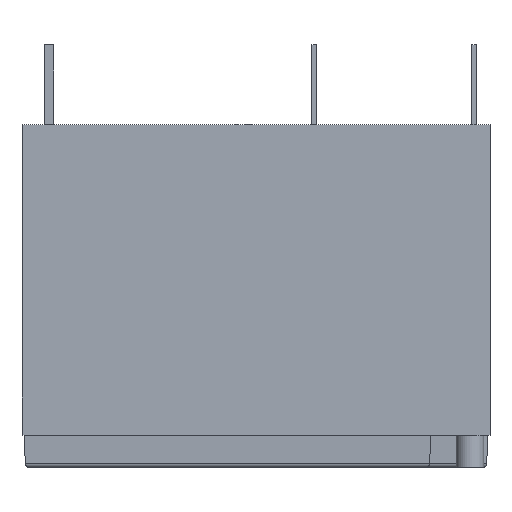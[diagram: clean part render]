
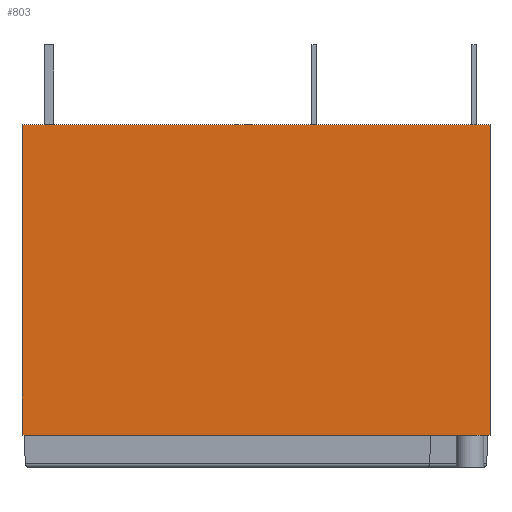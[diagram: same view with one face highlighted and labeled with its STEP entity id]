
A CAD part, top view. The second image highlights one B-rep face of the part: STEP entity #803.
In plain terms, the highlighted planar face has unit normal (0, 0, 1).
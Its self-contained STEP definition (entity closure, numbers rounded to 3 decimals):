
#189=DIRECTION('',(0.,-1.,0.));
#190=VECTOR('',#189,13.6);
#191=CARTESIAN_POINT('',(0.,0.,7.));
#192=LINE('',#191,#190);
#193=DIRECTION('',(-1.,0.,0.));
#194=VECTOR('',#193,20.5);
#195=CARTESIAN_POINT('',(20.5,0.,7.));
#196=LINE('',#195,#194);
#197=DIRECTION('',(0.,1.,0.));
#198=VECTOR('',#197,13.6);
#199=CARTESIAN_POINT('',(20.5,-13.6,7.));
#200=LINE('',#199,#198);
#201=DIRECTION('',(1.,0.,0.));
#202=VECTOR('',#201,20.5);
#203=CARTESIAN_POINT('',(0.,-13.6,7.));
#204=LINE('',#203,#202);
#501=CARTESIAN_POINT('',(0.,0.,7.));
#502=CARTESIAN_POINT('',(0.,-13.6,7.));
#503=VERTEX_POINT('',#501);
#504=VERTEX_POINT('',#502);
#505=CARTESIAN_POINT('',(20.5,-13.6,7.));
#506=VERTEX_POINT('',#505);
#507=CARTESIAN_POINT('',(20.5,0.,7.));
#508=VERTEX_POINT('',#507);
#792=CARTESIAN_POINT('',(0.,0.,7.));
#793=DIRECTION('',(0.,0.,1.));
#794=DIRECTION('',(1.,0.,0.));
#795=AXIS2_PLACEMENT_3D('',#792,#793,#794);
#796=PLANE('',#795);
#797=ORIENTED_EDGE('',*,*,#656,.F.);
#798=ORIENTED_EDGE('',*,*,#678,.F.);
#799=ORIENTED_EDGE('',*,*,#739,.F.);
#800=ORIENTED_EDGE('',*,*,#759,.F.);
#801=EDGE_LOOP('',(#797,#798,#799,#800));
#802=FACE_OUTER_BOUND('',#801,.F.);
#803=ADVANCED_FACE('',(#802),#796,.T.);
#656=EDGE_CURVE('',#503,#504,#192,.T.);
#678=EDGE_CURVE('',#508,#503,#196,.T.);
#739=EDGE_CURVE('',#506,#508,#200,.T.);
#759=EDGE_CURVE('',#504,#506,#204,.T.);
